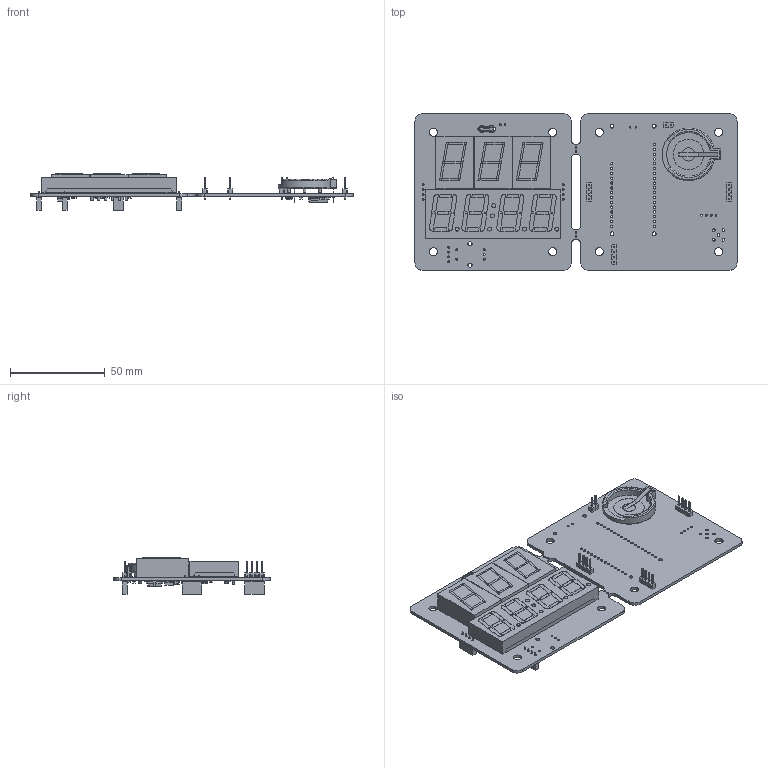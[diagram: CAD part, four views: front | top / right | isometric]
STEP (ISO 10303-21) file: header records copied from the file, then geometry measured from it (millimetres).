
FILE_DESCRIPTION(('KiCad electronic assembly'),'2;1');
FILE_NAME('gps.step','2024-07-19T18:13:04',('Pcbnew'),('Kicad'), 'Open CASCADE STEP processor 7.8','KiCad to STEP converter','Unknown' );
FILE_SCHEMA(('AUTOMOTIVE_DESIGN { 1 0 10303 214 1 1 1 1 }'));
Length unit declared in the file: millimetre
Products named in the file (44): gps 1; RGB-7seg; RGB_7seg; BatteryHolder_Keystone_107_1x23mm; Keystone_107; USB3145-30-1-A; CA56-12EWA; Body_sp; PinHeader_1x04_P2.54mm_Vertical; PinHeader_1x04_P254mm_Vertical; PinHeader_1x02_P2.54mm_Vertical; PinHeader_1x02_P254mm_Vertical; SOIC-8_3.9x4.9mm_P1.27mm; SOIC_8_39x49mm_P127mm; C_0603_1608Metric; PinSocket_1x02_P2.54mm_Vertical; PinSocket_1x02_P254mm_Vertical; PinSocket_1x04_P2.54mm_Vertical; PinSocket_1x04_P254mm_Vertical; LED_0805_2012Metric; R_0805_2012Metric; L_1008_2520Metric; L_0402_1005Metric; C_0805_2012Metric; SOIC-16W_7.5x10.3mm_P1.27mm; SOIC_16W_75x103mm_P127mm; R_1206_3216Metric; D_SMA; R_0603_1608Metric; CP_EIA-3528-15_AVX-H; CP_EIA_3528_15_AVX_H; SOT-23-5; SOT_23_5; gps_PCB
Assembly tree (74 placements, depth 3):
  gps 1
    RGB-7seg  x3
      RGB_7seg
    BatteryHolder_Keystone_107_1x23mm
      Keystone_107
    USB3145-30-1-A
      USB3145-30-1-A
    CA56-12EWA
      Body_sp
    PinHeader_1x04_P2.54mm_Vertical  x3
      PinHeader_1x04_P254mm_Vertical
    PinHeader_1x02_P2.54mm_Vertical
      PinHeader_1x02_P254mm_Vertical
    SOIC-8_3.9x4.9mm_P1.27mm
      SOIC_8_39x49mm_P127mm
    C_0603_1608Metric  x5
      C_0603_1608Metric
    PinSocket_1x02_P2.54mm_Vertical
      PinSocket_1x02_P254mm_Vertical
    PinSocket_1x04_P2.54mm_Vertical  x3
      PinSocket_1x04_P254mm_Vertical
    LED_0805_2012Metric  x2
      LED_0805_2012Metric
    R_0805_2012Metric  x18
      R_0805_2012Metric
    L_1008_2520Metric
      L_1008_2520Metric
    L_0402_1005Metric
      L_0402_1005Metric
    C_0805_2012Metric  x3
      C_0805_2012Metric
    SOIC-16W_7.5x10.3mm_P1.27mm
      SOIC_16W_75x103mm_P127mm
    R_1206_3216Metric
      R_1206_3216Metric
    D_SMA
      D_SMA
    R_0603_1608Metric  x2
      R_0603_1608Metric
    CP_EIA-3528-15_AVX-H
      CP_EIA_3528_15_AVX_H
    SOT-23-5
      SOT_23_5
    gps_PCB
Bounding box: 170 x 82.5 x 19.2 mm (x, y, z)
Volume: 56325.3 mm3; surface area: 47715.3 mm2
Topology: 80 solids, 80 shells, 3500 faces, 9028 edges, 5840 vertices
Faces by surface type: plane 2440, cylinder 709, bspline 342, torus 9
Full cylindrical faces by diameter (mm): 0.6 x2, 0.7 x5, 0.762 x2, 1 x71, 1.2 x32, 1.35 x5, 1.5 x2, 1.57 x3, 2 x6, 2.2 x2, 4.3 x8, 6.942 x1, 16.198 x1
Entity records: 80234 total; most frequent: CARTESIAN_POINT 14348, ORIENTED_EDGE 11766, DIRECTION 10168, EDGE_CURVE 5883, LINE 4216, VECTOR 4216, VERTEX_POINT 3802, AXIS2_PLACEMENT_3D 2976
